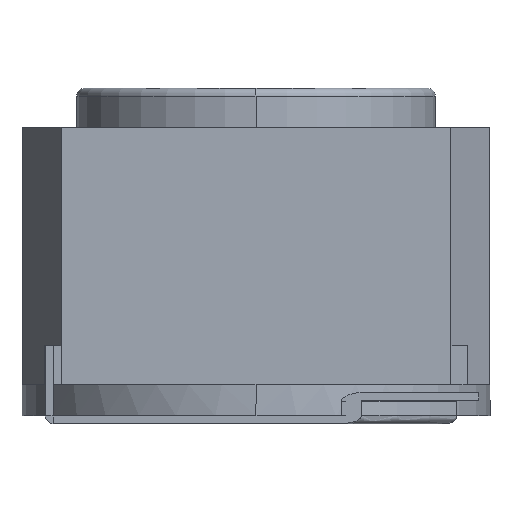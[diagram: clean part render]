
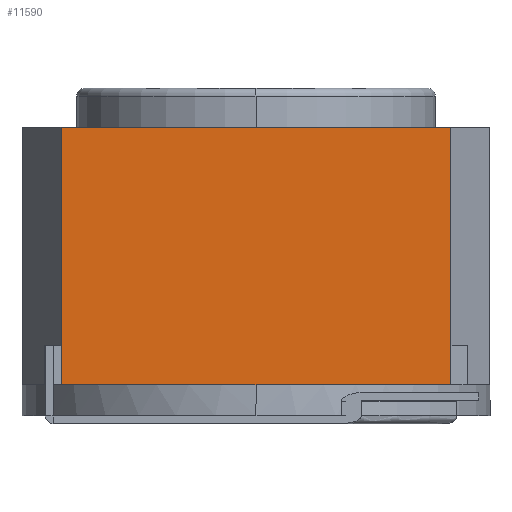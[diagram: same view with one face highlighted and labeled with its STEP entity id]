
A CAD part, left-side view. The second image highlights one B-rep face of the part: STEP entity #11590.
In plain terms, the highlighted planar face has unit normal (-1, 0, 0).
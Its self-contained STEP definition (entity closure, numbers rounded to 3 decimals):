
#106 = ORIENTED_EDGE ( 'NONE', *, *, #729, .T. ) ;
#729 = EDGE_CURVE ( 'NONE', #2091, #11640, #9282, .T. ) ;
#1541 = LINE ( 'NONE', #10890, #7933 ) ;
#1711 = LINE ( 'NONE', #6239, #2661 ) ;
#2091 = VERTEX_POINT ( 'NONE', #2322 ) ;
#2322 = CARTESIAN_POINT ( 'NONE',  ( -3., 0., 0. ) ) ;
#2464 = EDGE_CURVE ( 'NONE', #3440, #14905, #7822, .T. ) ;
#2661 = VECTOR ( 'NONE', #17798, 1000. ) ;
#2783 = DIRECTION ( 'NONE',  ( 0., -1., 0. ) ) ;
#3440 = VERTEX_POINT ( 'NONE', #12731 ) ;
#4022 = VECTOR ( 'NONE', #14751, 1000. ) ;
#5455 = ORIENTED_EDGE ( 'NONE', *, *, #2464, .F. ) ;
#5750 = CARTESIAN_POINT ( 'NONE',  ( -3., -2.5, 3.3 ) ) ;
#5969 = DIRECTION ( 'NONE',  ( 0., 1., 0. ) ) ;
#6002 = ORIENTED_EDGE ( 'NONE', *, *, #14573, .T. ) ;
#6171 = FACE_OUTER_BOUND ( 'NONE', #10817, .T. ) ;
#6239 = CARTESIAN_POINT ( 'NONE',  ( -3., 2.5, 0. ) ) ;
#6249 = CARTESIAN_POINT ( 'NONE',  ( -3., 3., 0. ) ) ;
#6360 = EDGE_CURVE ( 'NONE', #18037, #2091, #1541, .T. ) ;
#7653 = CARTESIAN_POINT ( 'NONE',  ( -3., 3., 3.3 ) ) ;
#7822 = LINE ( 'NONE', #17199, #15083 ) ;
#7933 = VECTOR ( 'NONE', #12802, 1000. ) ;
#9055 = VECTOR ( 'NONE', #9170, 1000. ) ;
#9170 = DIRECTION ( 'NONE',  ( 0., -1., 0. ) ) ;
#9214 = PLANE ( 'NONE',  #14305 ) ;
#9282 = LINE ( 'NONE', #6249, #9055 ) ;
#10174 = CARTESIAN_POINT ( 'NONE',  ( -3., -2.5, 0. ) ) ;
#10817 = EDGE_LOOP ( 'NONE', ( #13442, #106, #6002, #5455, #11322 ) ) ;
#10890 = CARTESIAN_POINT ( 'NONE',  ( -3., 3., 0. ) ) ;
#11005 = CARTESIAN_POINT ( 'NONE',  ( -3., 2.5, 0. ) ) ;
#11322 = ORIENTED_EDGE ( 'NONE', *, *, #15967, .F. ) ;
#11590 = ADVANCED_FACE ( 'NONE', ( #6171 ), #9214, .F. ) ;
#11640 = VERTEX_POINT ( 'NONE', #12902 ) ;
#12731 = CARTESIAN_POINT ( 'NONE',  ( -3., 2.5, 3.3 ) ) ;
#12802 = DIRECTION ( 'NONE',  ( 0., -1., 0. ) ) ;
#12902 = CARTESIAN_POINT ( 'NONE',  ( -3., -2.5, 0. ) ) ;
#13442 = ORIENTED_EDGE ( 'NONE', *, *, #6360, .T. ) ;
#13567 = LINE ( 'NONE', #10174, #4022 ) ;
#14085 = DIRECTION ( 'NONE',  ( 1., 0., 0. ) ) ;
#14305 = AXIS2_PLACEMENT_3D ( 'NONE', #7653, #14085, #5969 ) ;
#14573 = EDGE_CURVE ( 'NONE', #11640, #14905, #13567, .T. ) ;
#14751 = DIRECTION ( 'NONE',  ( 0., 0., 1. ) ) ;
#14905 = VERTEX_POINT ( 'NONE', #5750 ) ;
#15083 = VECTOR ( 'NONE', #2783, 1000. ) ;
#15967 = EDGE_CURVE ( 'NONE', #18037, #3440, #1711, .T. ) ;
#17199 = CARTESIAN_POINT ( 'NONE',  ( -3., 3., 3.3 ) ) ;
#17798 = DIRECTION ( 'NONE',  ( 0., 0., 1. ) ) ;
#18037 = VERTEX_POINT ( 'NONE', #11005 ) ;
